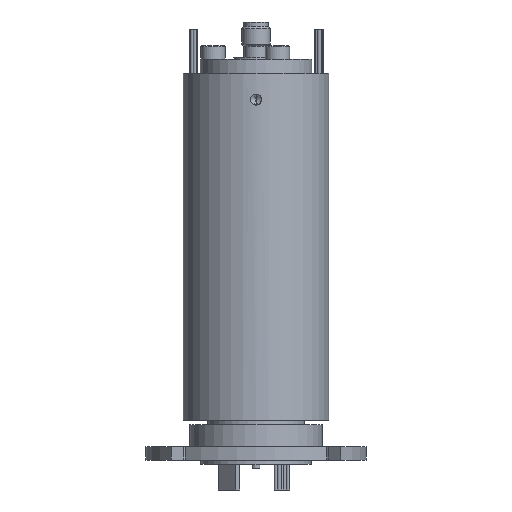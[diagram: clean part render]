
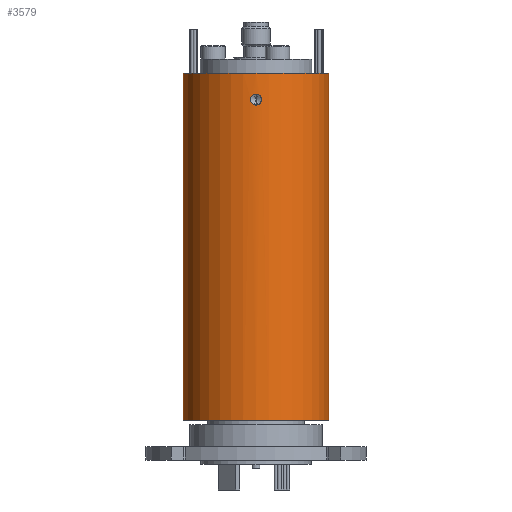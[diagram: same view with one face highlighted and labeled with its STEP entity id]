
A CAD part, front view. The second image highlights one B-rep face of the part: STEP entity #3579.
In plain terms, the highlighted cylindrical face has radius 16.5 mm (diameter 33 mm), a partial arc.
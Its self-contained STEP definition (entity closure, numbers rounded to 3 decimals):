
#46 = LINE ( 'NONE', #3792, #2552 ) ;
#77 = CARTESIAN_POINT ( 'NONE',  ( 0., -16.5, 77.55 ) ) ;
#89 = CIRCLE ( 'NONE', #1421, 16.5 ) ;
#172 = CARTESIAN_POINT ( 'NONE',  ( 1.124, -16.462, 78.246 ) ) ;
#216 = EDGE_CURVE ( 'NONE', #2278, #1184, #89, .T. ) ;
#277 = DIRECTION ( 'NONE',  ( 0., 0., -1. ) ) ;
#320 = CARTESIAN_POINT ( 'NONE',  ( -1.092, -16.464, 79.429 ) ) ;
#667 = VERTEX_POINT ( 'NONE', #773 ) ;
#669 = CARTESIAN_POINT ( 'NONE',  ( 0.995, -16.47, 78.039 ) ) ;
#773 = CARTESIAN_POINT ( 'NONE',  ( 0., -16.5, 80.05 ) ) ;
#782 = CARTESIAN_POINT ( 'NONE',  ( -0.165, -16.5, 77.55 ) ) ;
#813 = CARTESIAN_POINT ( 'NONE',  ( -0.767, -16.483, 79.8 ) ) ;
#833 = CARTESIAN_POINT ( 'NONE',  ( -16.5, 0., 6. ) ) ;
#1066 = LINE ( 'NONE', #3217, #6247 ) ;
#1105 = DIRECTION ( 'NONE',  ( 0., 0., 1. ) ) ;
#1142 = CARTESIAN_POINT ( 'NONE',  ( 0.328, -16.497, 80.017 ) ) ;
#1158 = CARTESIAN_POINT ( 'NONE',  ( 0.769, -16.482, 77.801 ) ) ;
#1184 = VERTEX_POINT ( 'NONE', #1289 ) ;
#1194 = DIRECTION ( 'NONE',  ( 0., 0., -1. ) ) ;
#1246 = B_SPLINE_CURVE_WITH_KNOTS ( 'NONE', 3,
 ( #3806, #782, #1281, #4790, #1795, #5293, #2313, #5796, #2822, #6313, #3336, #320, #3825, #813, #4308, #1304, #4814, #1822, #5321, #2331 ),
 .UNSPECIFIED., .F., .F.,
 ( 4, 2, 2, 2, 2, 2, 2, 2, 2, 4 ),
 ( 0., 0., 0.001, 0.001, 0.002, 0.002, 0.003, 0.003, 0.004, 0.004 ),
 .UNSPECIFIED. ) ;
#1281 = CARTESIAN_POINT ( 'NONE',  ( -0.327, -16.497, 77.583 ) ) ;
#1289 = CARTESIAN_POINT ( 'NONE',  ( 16.5, 0., 6. ) ) ;
#1304 = CARTESIAN_POINT ( 'NONE',  ( -0.403, -16.495, 79.986 ) ) ;
#1357 = AXIS2_PLACEMENT_3D ( 'NONE', #4098, #1105, #4594 ) ;
#1421 = AXIS2_PLACEMENT_3D ( 'NONE', #4851, #1868, #5363 ) ;
#1641 = CARTESIAN_POINT ( 'NONE',  ( 0.768, -16.483, 79.8 ) ) ;
#1655 = ORIENTED_EDGE ( 'NONE', *, *, #3451, .T. ) ;
#1660 = CARTESIAN_POINT ( 'NONE',  ( 0.329, -16.497, 77.583 ) ) ;
#1795 = CARTESIAN_POINT ( 'NONE',  ( -0.769, -16.482, 77.801 ) ) ;
#1822 = CARTESIAN_POINT ( 'NONE',  ( -0.164, -16.499, 80.042 ) ) ;
#1868 = DIRECTION ( 'NONE',  ( 0., 0., 1. ) ) ;
#2108 = CARTESIAN_POINT ( 'NONE',  ( -16.5, 0., 84.8 ) ) ;
#2155 = CARTESIAN_POINT ( 'NONE',  ( 1.092, -16.464, 79.431 ) ) ;
#2180 = CARTESIAN_POINT ( 'NONE',  ( 0., -16.5, 77.55 ) ) ;
#2278 = VERTEX_POINT ( 'NONE', #833 ) ;
#2313 = CARTESIAN_POINT ( 'NONE',  ( -1.092, -16.464, 78.171 ) ) ;
#2331 = CARTESIAN_POINT ( 'NONE',  ( 0., -16.5, 80.05 ) ) ;
#2552 = VECTOR ( 'NONE', #277, 1000. ) ;
#2604 = EDGE_LOOP ( 'NONE', ( #4940, #2748, #1655, #2944 ) ) ;
#2619 = CIRCLE ( 'NONE', #1357, 16.5 ) ;
#2674 = CARTESIAN_POINT ( 'NONE',  ( 1.25, -16.453, 78.966 ) ) ;
#2748 = ORIENTED_EDGE ( 'NONE', *, *, #4136, .F. ) ;
#2822 = CARTESIAN_POINT ( 'NONE',  ( -1.25, -16.453, 78.636 ) ) ;
#2944 = ORIENTED_EDGE ( 'NONE', *, *, #216, .T. ) ;
#3109 = VERTEX_POINT ( 'NONE', #77 ) ;
#3161 = CARTESIAN_POINT ( 'NONE',  ( 0.163, -16.5, 80.05 ) ) ;
#3182 = CARTESIAN_POINT ( 'NONE',  ( 1.218, -16.455, 78.474 ) ) ;
#3198 = VERTEX_POINT ( 'NONE', #2108 ) ;
#3217 = CARTESIAN_POINT ( 'NONE',  ( -16.5, 0., 88. ) ) ;
#3336 = CARTESIAN_POINT ( 'NONE',  ( -1.218, -16.455, 79.127 ) ) ;
#3451 = EDGE_CURVE ( 'NONE', #3198, #2278, #1066, .T. ) ;
#3566 = EDGE_CURVE ( 'NONE', #3109, #667, #1246, .T. ) ;
#3579 = ADVANCED_FACE ( 'NONE', ( #4442, #4277 ), #4113, .T. ) ;
#3602 = B_SPLINE_CURVE_WITH_KNOTS ( 'NONE', 3,
 ( #6144, #3161, #1142, #4641, #1641, #5148, #2155, #5663, #2674, #6168, #3182, #172, #3686, #669, #4166, #1158, #4666, #1660, #5166, #2180 ),
 .UNSPECIFIED., .F., .F.,
 ( 4, 2, 2, 2, 2, 2, 2, 2, 2, 4 ),
 ( 0.004, 0.004, 0.005, 0.005, 0.006, 0.006, 0.007, 0.007, 0.007, 0.008 ),
 .UNSPECIFIED. ) ;
#3686 = CARTESIAN_POINT ( 'NONE',  ( 1.085, -16.464, 78.175 ) ) ;
#3763 = AXIS2_PLACEMENT_3D ( 'NONE', #5827, #6343, #4339 ) ;
#3783 = EDGE_LOOP ( 'NONE', ( #4903, #5513 ) ) ;
#3792 = CARTESIAN_POINT ( 'NONE',  ( 16.5, 0., 88. ) ) ;
#3806 = CARTESIAN_POINT ( 'NONE',  ( 0., -16.5, 77.55 ) ) ;
#3825 = CARTESIAN_POINT ( 'NONE',  ( -1.001, -16.47, 79.567 ) ) ;
#4098 = CARTESIAN_POINT ( 'NONE',  ( 0., 0., 84.8 ) ) ;
#4113 = CYLINDRICAL_SURFACE ( 'NONE', #3763, 16.5 ) ;
#4136 = EDGE_CURVE ( 'NONE', #3198, #6265, #2619, .T. ) ;
#4166 = CARTESIAN_POINT ( 'NONE',  ( 0.942, -16.473, 77.974 ) ) ;
#4201 = EDGE_CURVE ( 'NONE', #667, #3109, #3602, .T. ) ;
#4277 = FACE_BOUND ( 'NONE', #3783, .T. ) ;
#4308 = CARTESIAN_POINT ( 'NONE',  ( -0.63, -16.489, 79.892 ) ) ;
#4339 = DIRECTION ( 'NONE',  ( -1., 0., 0. ) ) ;
#4442 = FACE_OUTER_BOUND ( 'NONE', #2604, .T. ) ;
#4594 = DIRECTION ( 'NONE',  ( 1., 0., 0. ) ) ;
#4641 = CARTESIAN_POINT ( 'NONE',  ( 0.628, -16.489, 79.893 ) ) ;
#4666 = CARTESIAN_POINT ( 'NONE',  ( 0.63, -16.489, 77.708 ) ) ;
#4790 = CARTESIAN_POINT ( 'NONE',  ( -0.63, -16.489, 77.708 ) ) ;
#4814 = CARTESIAN_POINT ( 'NONE',  ( -0.325, -16.497, 80.01 ) ) ;
#4851 = CARTESIAN_POINT ( 'NONE',  ( 0., 0., 6. ) ) ;
#4903 = ORIENTED_EDGE ( 'NONE', *, *, #3566, .T. ) ;
#4940 = ORIENTED_EDGE ( 'NONE', *, *, #6151, .F. ) ;
#5148 = CARTESIAN_POINT ( 'NONE',  ( 0.999, -16.47, 79.569 ) ) ;
#5166 = CARTESIAN_POINT ( 'NONE',  ( 0.165, -16.5, 77.55 ) ) ;
#5293 = CARTESIAN_POINT ( 'NONE',  ( -0.999, -16.47, 78.032 ) ) ;
#5321 = CARTESIAN_POINT ( 'NONE',  ( -0.082, -16.5, 80.05 ) ) ;
#5363 = DIRECTION ( 'NONE',  ( 1., 0., 0. ) ) ;
#5513 = ORIENTED_EDGE ( 'NONE', *, *, #4201, .T. ) ;
#5663 = CARTESIAN_POINT ( 'NONE',  ( 1.217, -16.455, 79.128 ) ) ;
#5796 = CARTESIAN_POINT ( 'NONE',  ( -1.217, -16.455, 78.472 ) ) ;
#5827 = CARTESIAN_POINT ( 'NONE',  ( 0., 0., 88. ) ) ;
#6144 = CARTESIAN_POINT ( 'NONE',  ( 0., -16.5, 80.05 ) ) ;
#6151 = EDGE_CURVE ( 'NONE', #6265, #1184, #46, .T. ) ;
#6168 = CARTESIAN_POINT ( 'NONE',  ( 1.25, -16.453, 78.636 ) ) ;
#6247 = VECTOR ( 'NONE', #1194, 1000. ) ;
#6265 = VERTEX_POINT ( 'NONE', #6382 ) ;
#6313 = CARTESIAN_POINT ( 'NONE',  ( -1.25, -16.453, 78.963 ) ) ;
#6343 = DIRECTION ( 'NONE',  ( 0., 0., -1. ) ) ;
#6382 = CARTESIAN_POINT ( 'NONE',  ( 16.5, 0., 84.8 ) ) ;
